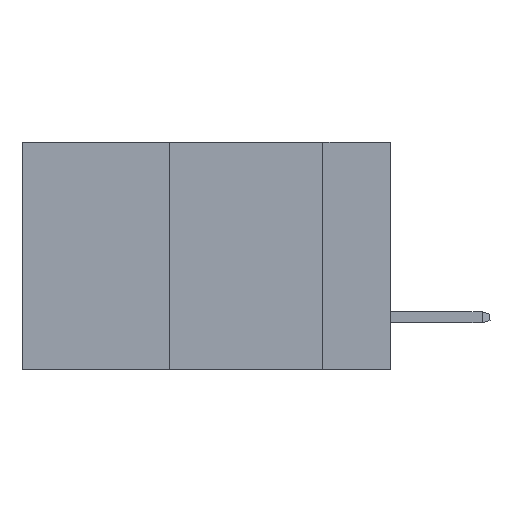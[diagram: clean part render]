
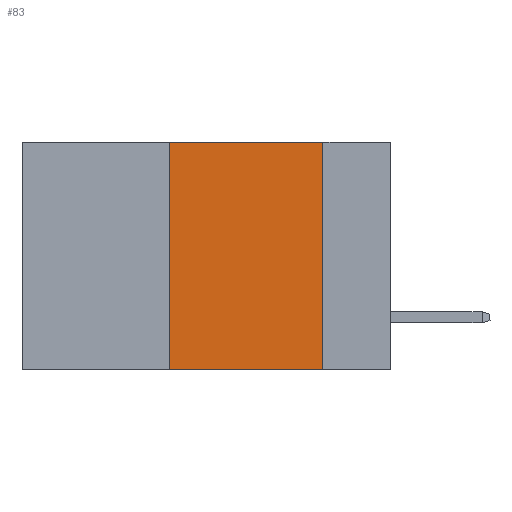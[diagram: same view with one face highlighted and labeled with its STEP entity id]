
A CAD part, left-side view. The second image highlights one B-rep face of the part: STEP entity #83.
In plain terms, the highlighted planar face has unit normal (-1, 0, 0).
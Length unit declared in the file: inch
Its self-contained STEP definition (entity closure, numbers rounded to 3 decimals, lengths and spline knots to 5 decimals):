
#83 = ADVANCED_FACE ( 'NONE', ( #8662 ), #9609, .F. ) ;
#629 = CARTESIAN_POINT ( 'NONE',  ( 0., 0.6, 0. ) ) ;
#873 = CARTESIAN_POINT ( 'NONE',  ( 0., 0.6, 0. ) ) ;
#1687 = DIRECTION ( 'NONE',  ( 1., 0., 0. ) ) ;
#3427 = ORIENTED_EDGE ( 'NONE', *, *, #13205, .F. ) ;
#3655 = AXIS2_PLACEMENT_3D ( 'NONE', #629, #1687, #4105 ) ;
#3823 = ORIENTED_EDGE ( 'NONE', *, *, #6803, .T. ) ;
#3895 = CARTESIAN_POINT ( 'NONE',  ( 0., 0.11, 0. ) ) ;
#3979 = VERTEX_POINT ( 'NONE', #14777 ) ;
#4105 = DIRECTION ( 'NONE',  ( 0., 0., -1. ) ) ;
#4236 = EDGE_CURVE ( 'NONE', #11820, #3979, #14503, .T. ) ;
#5539 = DIRECTION ( 'NONE',  ( 0., -1., 0. ) ) ;
#5706 = VERTEX_POINT ( 'NONE', #3895 ) ;
#6330 = DIRECTION ( 'NONE',  ( 0., 0., 1. ) ) ;
#6669 = ORIENTED_EDGE ( 'NONE', *, *, #13998, .F. ) ;
#6803 = EDGE_CURVE ( 'NONE', #11820, #13763, #14610, .T. ) ;
#7184 = CARTESIAN_POINT ( 'NONE',  ( 0., 0.11, 0. ) ) ;
#7200 = CARTESIAN_POINT ( 'NONE',  ( 0., 0.11, -0.37 ) ) ;
#7551 = DIRECTION ( 'NONE',  ( 0., -1., 0. ) ) ;
#8090 = VECTOR ( 'NONE', #7551, 39.37008 ) ;
#8662 = FACE_OUTER_BOUND ( 'NONE', #14400, .T. ) ;
#8717 = CARTESIAN_POINT ( 'NONE',  ( 0., 0.6, -0.37 ) ) ;
#9609 = PLANE ( 'NONE',  #3655 ) ;
#9806 = CARTESIAN_POINT ( 'NONE',  ( 0., 0.36, 0. ) ) ;
#10158 = ORIENTED_EDGE ( 'NONE', *, *, #4236, .F. ) ;
#10459 = VECTOR ( 'NONE', #11731, 39.37008 ) ;
#10779 = LINE ( 'NONE', #873, #12229 ) ;
#11731 = DIRECTION ( 'NONE',  ( 0., 0., -1. ) ) ;
#11820 = VERTEX_POINT ( 'NONE', #12113 ) ;
#12113 = CARTESIAN_POINT ( 'NONE',  ( 0., 0.36, -0.37 ) ) ;
#12229 = VECTOR ( 'NONE', #5539, 39.37008 ) ;
#12802 = LINE ( 'NONE', #7184, #10459 ) ;
#13043 = VECTOR ( 'NONE', #6330, 39.37008 ) ;
#13205 = EDGE_CURVE ( 'NONE', #5706, #13763, #12802, .T. ) ;
#13763 = VERTEX_POINT ( 'NONE', #7200 ) ;
#13998 = EDGE_CURVE ( 'NONE', #3979, #5706, #10779, .T. ) ;
#14400 = EDGE_LOOP ( 'NONE', ( #3427, #6669, #10158, #3823 ) ) ;
#14503 = LINE ( 'NONE', #9806, #13043 ) ;
#14610 = LINE ( 'NONE', #8717, #8090 ) ;
#14777 = CARTESIAN_POINT ( 'NONE',  ( 0., 0.36, 0. ) ) ;
